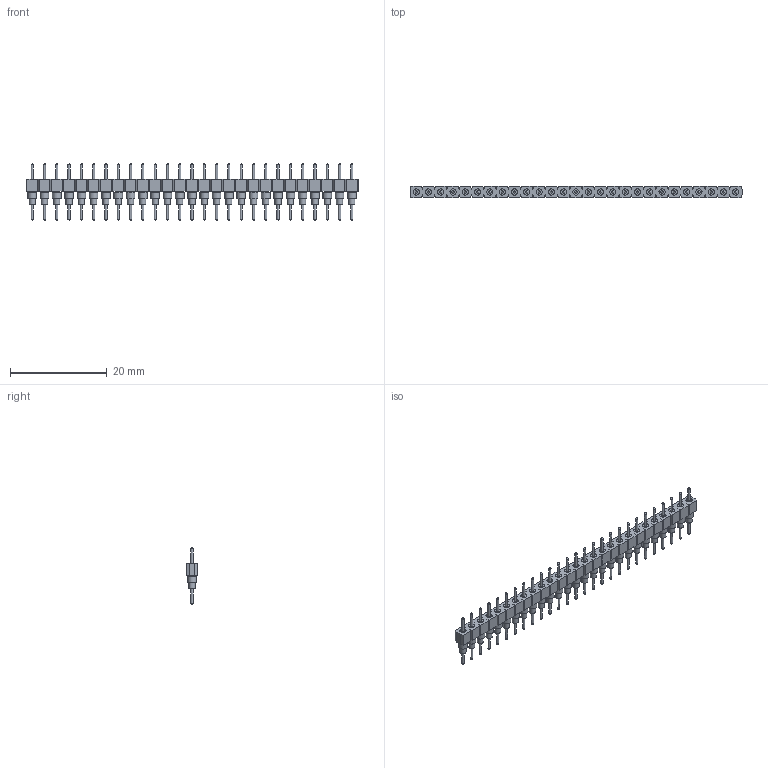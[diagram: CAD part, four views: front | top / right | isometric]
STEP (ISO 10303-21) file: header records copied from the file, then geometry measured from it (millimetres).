
FILE_DESCRIPTION(('FreeCAD Model'),'2;1');
FILE_NAME('Open CASCADE Shape Model','2025-01-12T11:51:59',(''),(''), 'Open CASCADE STEP processor 7.8','FreeCAD','Unknown');
FILE_SCHEMA(('AUTOMOTIVE_DESIGN { 1 0 10303 214 1 1 1 1 }'));
Length unit declared in the file: millimetre
Products named in the file (28): BBS-127-G-A_pins026; BBS-127-G-A_socket; BBS-127-G-A_pins; BBS-127-G-A_pins001; BBS-127-G-A_pins002; BBS-127-G-A_pins003; BBS-127-G-A_pins004; BBS-127-G-A_pins005; BBS-127-G-A_pins006; BBS-127-G-A_pins007; BBS-127-G-A_pins008; BBS-127-G-A_pins009; BBS-127-G-A_pins010; BBS-127-G-A_pins011; BBS-127-G-A_pins012; BBS-127-G-A_pins013; BBS-127-G-A_pins014; BBS-127-G-A_pins015; BBS-127-G-A_pins016; BBS-127-G-A_pins017; BBS-127-G-A_pins018; BBS-127-G-A_pins019; BBS-127-G-A_pins020; BBS-127-G-A_pins021; BBS-127-G-A_pins022; BBS-127-G-A_pins023; BBS-127-G-A_pins024; BBS-127-G-A_pins025
Bounding box: 68.58 x 2.44 x 11.68 mm (x, y, z)
Volume: 572.4 mm3; surface area: 2011.5 mm2
Topology: 28 solids, 28 shells, 490 faces, 1167 edges, 787 vertices
Faces by surface type: plane 274, cylinder 162, sphere 54
Full cylindrical faces by diameter (mm): 0.457 x54, 1.27 x81, 1.778 x27
Entity records: 14638 total; most frequent: CARTESIAN_POINT 2823, DIRECTION 2284, ORIENTED_EDGE 2226, EDGE_CURVE 1113, AXIS2_PLACEMENT_3D 896, VERTEX_POINT 787, FACE_BOUND 652, EDGE_LOOP 652
